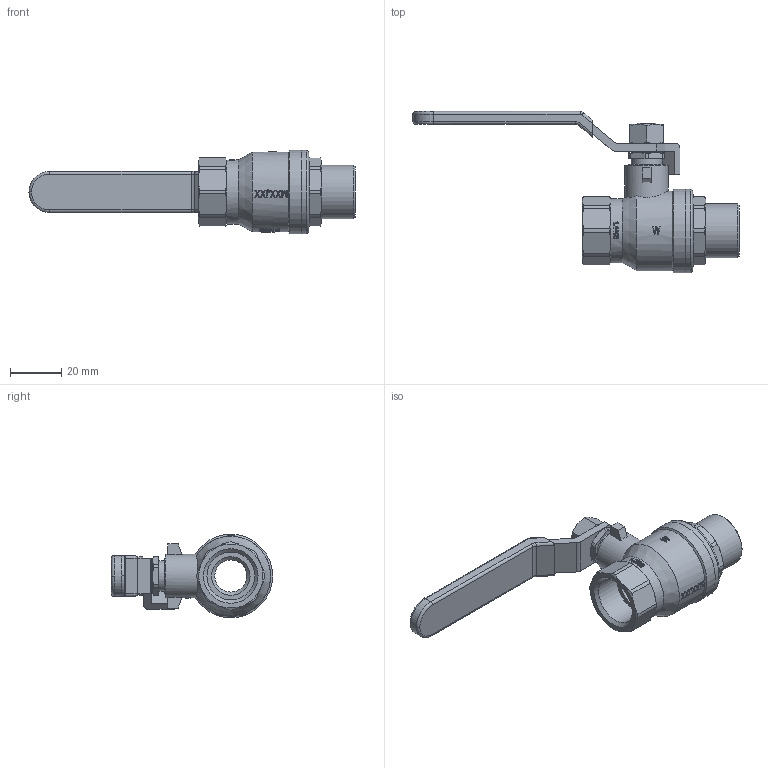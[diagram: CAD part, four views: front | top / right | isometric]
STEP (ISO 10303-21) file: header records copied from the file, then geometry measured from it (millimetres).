
FILE_DESCRIPTION(/* description */ ('Unknown','CAx-IF Rec.Pracs.---Representation and Presentation of Product Manufacturing Information (PMI)---4.0---2014-10-13','CAx-IF Rec.Pracs.---3D Tessellated Geometry---0.4---2014-09-14','2;1'),/* implementation_level */ '2;1');
FILE_NAME(/* name */ '9391-04',/* time_stamp */ '2023-10-26T13:50:56+02:00',/* author */ ('Unknown'),/* organization */ ('Unknown'),/* preprocessor_version */ 'ST-DEVELOPER v18.102',/* originating_system */ 'Solid Edge',/* authorisation */ 'Unknown');
FILE_SCHEMA (('AP242_MANAGED_MODEL_BASED_3D_ENGINEERING_MIM_LF { 1 0 10303 442 1 1 4 }'));
Length unit declared in the file: millimetre
Products named in the file (11): 9391-04; Stahlgriff 1_4 - 3_4; Stahlgriff-n; Stahlgriff-u; Assem1_oa_0; Einschraubteil-1_2; Kvrper__1_2; Stopfbuchse__1_2_-_3_4; Spindel-Zusammanbau__1_2_oa_1; Spindel__1_2; 600-1_2-Mutter.2
Assembly tree (10 placements, depth 4):
  9391-04
    Stahlgriff 1_4 - 3_4
      Stahlgriff-n
      Stahlgriff-u
    Assem1_oa_0
      Einschraubteil-1_2
      Kvrper__1_2
      Stopfbuchse__1_2_-_3_4
      Spindel-Zusammanbau__1_2_oa_1
        Spindel__1_2
    600-1_2-Mutter.2
Bounding box: 127 x 62.75 x 32.5 mm (x, y, z)
Volume: 29590 mm3; surface area: 25334.3 mm2
Topology: 7 solids, 7 shells, 924 faces, 2512 edges, 1656 vertices
Faces by surface type: plane 743, cylinder 108, cone 63, bspline 8, torus 1, sphere 1
Full cylindrical faces by diameter (mm): 6.75 x1, 9 x2, 9.3 x1, 11 x1, 11.835 x1, 12 x2, 12.5 x1, 14 x1, 15 x2, 17 x1, 18.631 x1, 20.955 x1, 21 x2, 24.376 x1, 25 x1, 26 x1, 27 x1, 29.2 x1, 31 x1, 32.5 x2
Entity records: 35674 total; most frequent: CARTESIAN_POINT 6325, DIRECTION 5311, ORIENTED_EDGE 4876, EDGE_CURVE 2438, AXIS2_PLACEMENT_3D 2049, VERTEX_POINT 1630, LINE 1213, VECTOR 1213
